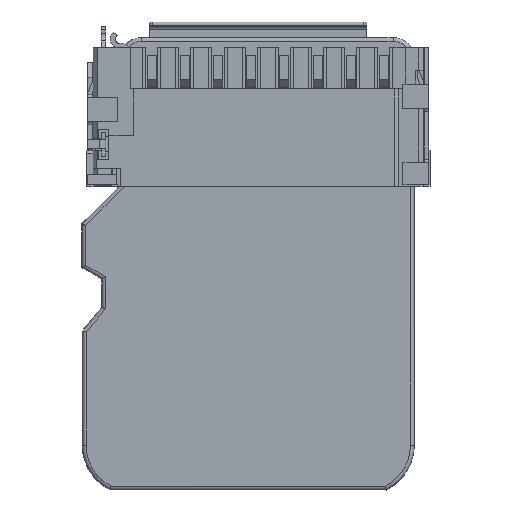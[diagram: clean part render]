
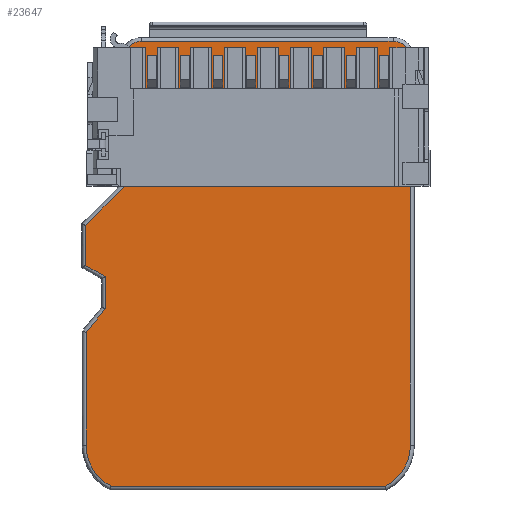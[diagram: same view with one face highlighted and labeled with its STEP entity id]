
A CAD part, front view. The second image highlights one B-rep face of the part: STEP entity #23647.
In plain terms, the highlighted face is planar.
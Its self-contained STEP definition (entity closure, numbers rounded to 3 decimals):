
#29 = DIRECTION ( 'NONE',  ( 0., 0., 1. ) ) ;
#332 = VERTEX_POINT ( 'NONE', #28886 ) ;
#478 = CARTESIAN_POINT ( 'NONE',  ( 27.789, 10.527, 0. ) ) ;
#1097 = CARTESIAN_POINT ( 'NONE',  ( 29.341, 16.405, 0. ) ) ;
#2162 = DIRECTION ( 'NONE',  ( 0., 0., -1. ) ) ;
#2320 = CARTESIAN_POINT ( 'NONE',  ( 19.153, 23.328, 0. ) ) ;
#2336 = DIRECTION ( 'NONE',  ( 0., -1., 0. ) ) ;
#2343 = FACE_OUTER_BOUND ( 'NONE', #18260, .T. ) ;
#2380 = VECTOR ( 'NONE', #4535, 1000. ) ;
#2896 = VECTOR ( 'NONE', #7629, 1000. ) ;
#2965 = ORIENTED_EDGE ( 'NONE', *, *, #23570, .T. ) ;
#3313 = VECTOR ( 'NONE', #7495, 1000. ) ;
#3879 = VECTOR ( 'NONE', #2336, 1000. ) ;
#4139 = DIRECTION ( 'NONE',  ( 0., 1., 0. ) ) ;
#4204 = EDGE_CURVE ( 'NONE', #22275, #11352, #13423, .T. ) ;
#4535 = DIRECTION ( 'NONE',  ( 0., -1., 0. ) ) ;
#4675 = VERTEX_POINT ( 'NONE', #10215 ) ;
#4841 = ORIENTED_EDGE ( 'NONE', *, *, #8756, .T. ) ;
#5015 = DIRECTION ( 'NONE',  ( 0.704, -0.71, 0. ) ) ;
#5129 = VECTOR ( 'NONE', #30910, 1000. ) ;
#5185 = LINE ( 'NONE', #22568, #12740 ) ;
#5566 = DIRECTION ( 'NONE',  ( 0.636, -0.772, 0. ) ) ;
#5826 = CARTESIAN_POINT ( 'NONE',  ( 20.095, 10.512, 0. ) ) ;
#7495 = DIRECTION ( 'NONE',  ( 1., 0., 0. ) ) ;
#7629 = DIRECTION ( 'NONE',  ( -1., 0., 0. ) ) ;
#7784 = EDGE_CURVE ( 'NONE', #13329, #22275, #8646, .T. ) ;
#8001 = CARTESIAN_POINT ( 'NONE',  ( 28.685, 15.087, 0. ) ) ;
#8646 = CIRCLE ( 'NONE', #12907, 0.58 ) ;
#8756 = EDGE_CURVE ( 'NONE', #32563, #25264, #23303, .T. ) ;
#8934 = EDGE_CURVE ( 'NONE', #15163, #332, #23583, .T. ) ;
#9043 = CARTESIAN_POINT ( 'NONE',  ( 18.579, 9.033, 0. ) ) ;
#9954 = CARTESIAN_POINT ( 'NONE',  ( 29.33, 14.259, 0. ) ) ;
#10008 = DIRECTION ( 'NONE',  ( 1., 0., 0. ) ) ;
#10215 = CARTESIAN_POINT ( 'NONE',  ( 28.06, 23.412, 0. ) ) ;
#10385 = AXIS2_PLACEMENT_3D ( 'NONE', #5826, #25744, #20459 ) ;
#10584 = EDGE_CURVE ( 'NONE', #4675, #27595, #24079, .T. ) ;
#10863 = CARTESIAN_POINT ( 'NONE',  ( 19.153, 23.908, 0. ) ) ;
#11090 = CARTESIAN_POINT ( 'NONE',  ( 27.484, 23.908, 0. ) ) ;
#11352 = VERTEX_POINT ( 'NONE', #11090 ) ;
#11378 = DIRECTION ( 'NONE',  ( 1., 0., 0. ) ) ;
#11585 = CARTESIAN_POINT ( 'NONE',  ( 28.06, 19.148, 0. ) ) ;
#11733 = ORIENTED_EDGE ( 'NONE', *, *, #26163, .T. ) ;
#12013 = CARTESIAN_POINT ( 'NONE',  ( 18.579, 23.412, 0. ) ) ;
#12073 = ORIENTED_EDGE ( 'NONE', *, *, #26681, .T. ) ;
#12377 = PLANE ( 'NONE',  #30610 ) ;
#12740 = VECTOR ( 'NONE', #5015, 1000. ) ;
#12907 = AXIS2_PLACEMENT_3D ( 'NONE', #2320, #2162, #10008 ) ;
#13203 = CARTESIAN_POINT ( 'NONE',  ( 29.341, 17.805, 0. ) ) ;
#13329 = VERTEX_POINT ( 'NONE', #12013 ) ;
#13423 = LINE ( 'NONE', #30050, #3313 ) ;
#13546 = EDGE_CURVE ( 'NONE', #21078, #16638, #23804, .T. ) ;
#14235 = CARTESIAN_POINT ( 'NONE',  ( 29.33, 10.522, 0. ) ) ;
#14387 = ORIENTED_EDGE ( 'NONE', *, *, #13546, .T. ) ;
#15163 = VERTEX_POINT ( 'NONE', #13203 ) ;
#15428 = AXIS2_PLACEMENT_3D ( 'NONE', #478, #20483, #28571 ) ;
#16379 = LINE ( 'NONE', #26233, #21897 ) ;
#16638 = VERTEX_POINT ( 'NONE', #26238 ) ;
#17622 = VERTEX_POINT ( 'NONE', #27597 ) ;
#17868 = CARTESIAN_POINT ( 'NONE',  ( 18.388, 9.158, 0. ) ) ;
#18260 = EDGE_LOOP ( 'NONE', ( #11733, #30489, #12073, #19130, #28588, #26646, #22500, #2965, #19502, #32055, #27336, #4841, #19919, #14387 ) ) ;
#18575 = AXIS2_PLACEMENT_3D ( 'NONE', #28642, #23866, #11378 ) ;
#18675 = CARTESIAN_POINT ( 'NONE',  ( 28.685, 15.043, 0. ) ) ;
#18881 = EDGE_CURVE ( 'NONE', #332, #27218, #16379, .T. ) ;
#19130 = ORIENTED_EDGE ( 'NONE', *, *, #7784, .T. ) ;
#19502 = ORIENTED_EDGE ( 'NONE', *, *, #8934, .T. ) ;
#19504 = LINE ( 'NONE', #27096, #2380 ) ;
#19919 = ORIENTED_EDGE ( 'NONE', *, *, #25362, .T. ) ;
#19964 = LINE ( 'NONE', #17868, #2896 ) ;
#20355 = EDGE_CURVE ( 'NONE', #11352, #4675, #21699, .T. ) ;
#20459 = DIRECTION ( 'NONE',  ( 1., 0., 0. ) ) ;
#20483 = DIRECTION ( 'NONE',  ( 0., 0., -1. ) ) ;
#21078 = VERTEX_POINT ( 'NONE', #14235 ) ;
#21438 = DIRECTION ( 'NONE',  ( -0.868, -0.496, 0. ) ) ;
#21699 = CIRCLE ( 'NONE', #18575, 0.58 ) ;
#21897 = VECTOR ( 'NONE', #21438, 1000. ) ;
#22275 = VERTEX_POINT ( 'NONE', #10863 ) ;
#22338 = CARTESIAN_POINT ( 'NONE',  ( 18.388, 9.033, 0. ) ) ;
#22500 = ORIENTED_EDGE ( 'NONE', *, *, #10584, .T. ) ;
#22568 = CARTESIAN_POINT ( 'NONE',  ( 29.377, 17.768, 0. ) ) ;
#23303 = LINE ( 'NONE', #30764, #31151 ) ;
#23502 = CARTESIAN_POINT ( 'NONE',  ( 28.06, 19.096, 0. ) ) ;
#23570 = EDGE_CURVE ( 'NONE', #27595, #15163, #5185, .T. ) ;
#23583 = LINE ( 'NONE', #1097, #30637 ) ;
#23647 = ADVANCED_FACE ( 'NONE', ( #2343 ), #12377, .F. ) ;
#23804 = CIRCLE ( 'NONE', #15428, 1.541 ) ;
#23866 = DIRECTION ( 'NONE',  ( 0., 0., -1. ) ) ;
#24079 = LINE ( 'NONE', #11585, #3879 ) ;
#25172 = DIRECTION ( 'NONE',  ( 1., 0., 0. ) ) ;
#25264 = VERTEX_POINT ( 'NONE', #9954 ) ;
#25362 = EDGE_CURVE ( 'NONE', #25264, #21078, #19504, .T. ) ;
#25409 = CARTESIAN_POINT ( 'NONE',  ( 18.579, 10.521, 0. ) ) ;
#25744 = DIRECTION ( 'NONE',  ( 0., 0., -1. ) ) ;
#26163 = EDGE_CURVE ( 'NONE', #16638, #17622, #19964, .T. ) ;
#26233 = CARTESIAN_POINT ( 'NONE',  ( 17.874, 9.933, 0. ) ) ;
#26238 = CARTESIAN_POINT ( 'NONE',  ( 28.497, 9.158, 0. ) ) ;
#26646 = ORIENTED_EDGE ( 'NONE', *, *, #20355, .T. ) ;
#26681 = EDGE_CURVE ( 'NONE', #28862, #13329, #31610, .T. ) ;
#26707 = CIRCLE ( 'NONE', #10385, 1.516 ) ;
#27096 = CARTESIAN_POINT ( 'NONE',  ( 29.33, 10.522, 0. ) ) ;
#27218 = VERTEX_POINT ( 'NONE', #30339 ) ;
#27336 = ORIENTED_EDGE ( 'NONE', *, *, #27859, .T. ) ;
#27595 = VERTEX_POINT ( 'NONE', #23502 ) ;
#27597 = CARTESIAN_POINT ( 'NONE',  ( 19.411, 9.158, 0. ) ) ;
#27859 = EDGE_CURVE ( 'NONE', #27218, #32563, #28419, .T. ) ;
#28073 = EDGE_CURVE ( 'NONE', #17622, #28862, #26707, .T. ) ;
#28419 = LINE ( 'NONE', #8001, #5129 ) ;
#28571 = DIRECTION ( 'NONE',  ( 1., 0., 0. ) ) ;
#28588 = ORIENTED_EDGE ( 'NONE', *, *, #4204, .T. ) ;
#28642 = CARTESIAN_POINT ( 'NONE',  ( 27.486, 23.328, 0. ) ) ;
#28862 = VERTEX_POINT ( 'NONE', #25409 ) ;
#28886 = CARTESIAN_POINT ( 'NONE',  ( 29.341, 16.478, 0. ) ) ;
#30050 = CARTESIAN_POINT ( 'NONE',  ( 27.483, 23.908, 0. ) ) ;
#30339 = CARTESIAN_POINT ( 'NONE',  ( 28.685, 16.103, 0. ) ) ;
#30489 = ORIENTED_EDGE ( 'NONE', *, *, #28073, .T. ) ;
#30610 = AXIS2_PLACEMENT_3D ( 'NONE', #22338, #29, #25172 ) ;
#30637 = VECTOR ( 'NONE', #30927, 1000. ) ;
#30754 = VECTOR ( 'NONE', #4139, 1000. ) ;
#30764 = CARTESIAN_POINT ( 'NONE',  ( 29.359, 14.224, 0. ) ) ;
#30910 = DIRECTION ( 'NONE',  ( 0., -1., 0. ) ) ;
#30927 = DIRECTION ( 'NONE',  ( 0., -1., 0. ) ) ;
#31151 = VECTOR ( 'NONE', #5566, 1000. ) ;
#31610 = LINE ( 'NONE', #9043, #30754 ) ;
#32055 = ORIENTED_EDGE ( 'NONE', *, *, #18881, .T. ) ;
#32563 = VERTEX_POINT ( 'NONE', #18675 ) ;
